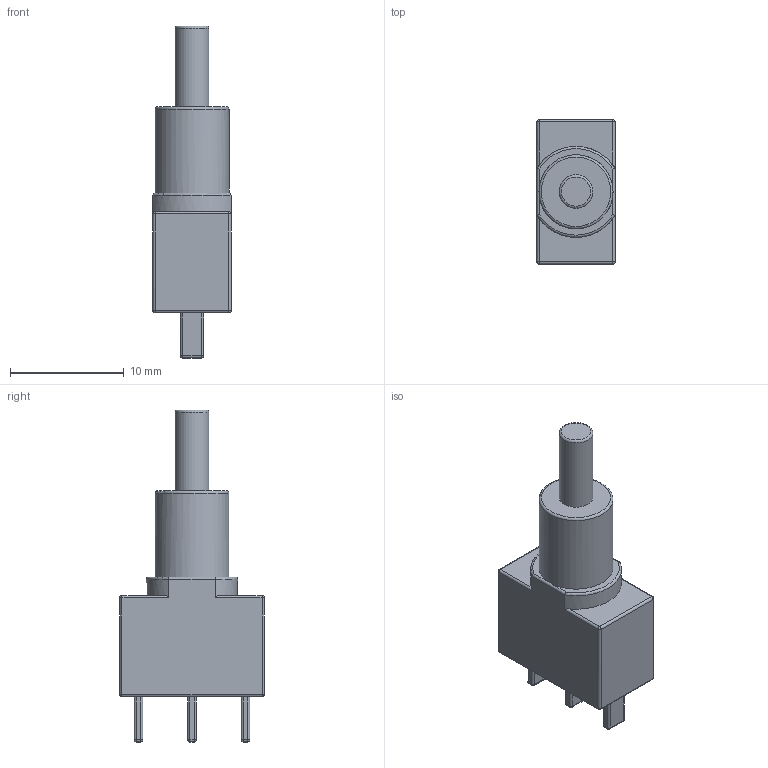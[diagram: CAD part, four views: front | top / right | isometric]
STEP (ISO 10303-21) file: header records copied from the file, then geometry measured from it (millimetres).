
FILE_DESCRIPTION((''),'2;1');
FILE_NAME('Switch.stp','2016-11-08T15:10:49',('EGarcia'),(''),'Autodesk Inventor 2012','Autodesk Inventor 2012','');
FILE_SCHEMA(('AUTOMOTIVE_DESIGN { 1 0 10303 214 1 1 1 1 }'));
Length unit declared in the file: millimetre
Products named in the file (1): Switch
Bounding box: 6.86 x 12.7 x 29.16 mm (x, y, z)
Volume: 1168.4 mm3; surface area: 830.2 mm2
Topology: 1 solids, 1 shells, 94 faces, 213 edges, 120 vertices
Faces by surface type: cylinder 44, plane 26, sphere 20, torus 4
Full cylindrical faces by diameter (mm): 2.96 x1, 6.5 x1
Entity records: 2544 total; most frequent: CARTESIAN_POINT 505, DIRECTION 458, ORIENTED_EDGE 386, EDGE_CURVE 193, AXIS2_PLACEMENT_3D 180, VERTEX_POINT 109, EDGE_LOOP 102, VECTOR 98
